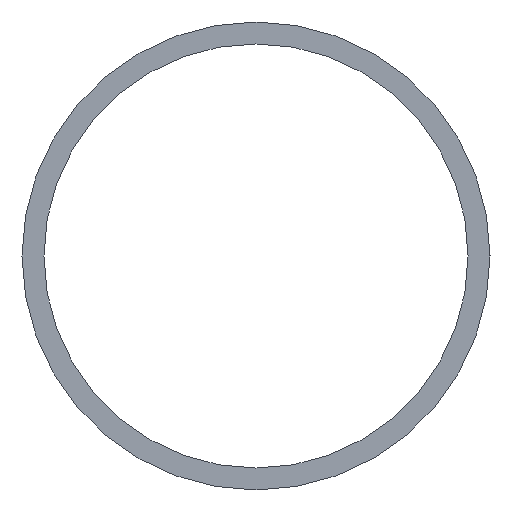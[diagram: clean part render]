
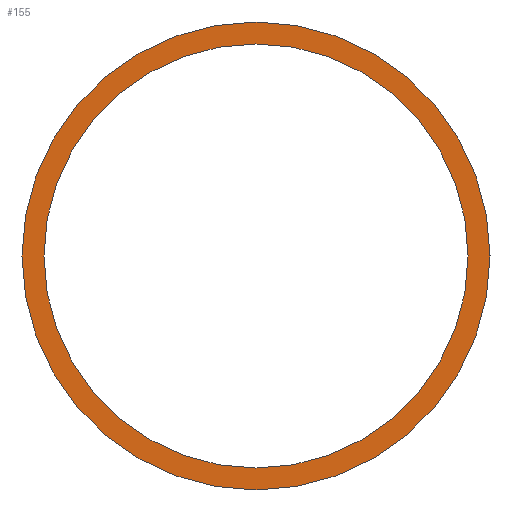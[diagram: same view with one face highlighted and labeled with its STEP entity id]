
A CAD part, left-side view. The second image highlights one B-rep face of the part: STEP entity #155.
In plain terms, the highlighted planar face has unit normal (-1, 0, 0).
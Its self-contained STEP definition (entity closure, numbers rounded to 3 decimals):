
#4 = EDGE_CURVE ( 'NONE', #83, #83, #129, .T. ) ;
#14 = CARTESIAN_POINT ( 'NONE',  ( 0., 0., 0. ) ) ;
#15 = AXIS2_PLACEMENT_3D ( 'NONE', #14, #160, #99 ) ;
#21 = CARTESIAN_POINT ( 'NONE',  ( 0., 0., 0. ) ) ;
#36 = CARTESIAN_POINT ( 'NONE',  ( 0., 0., -8. ) ) ;
#40 = DIRECTION ( 'NONE',  ( 0., 0., -1. ) ) ;
#51 = EDGE_LOOP ( 'NONE', ( #119 ) ) ;
#58 = ORIENTED_EDGE ( 'NONE', *, *, #4, .T. ) ;
#62 = CIRCLE ( 'NONE', #67, 8. ) ;
#67 = AXIS2_PLACEMENT_3D ( 'NONE', #21, #115, #40 ) ;
#73 = EDGE_CURVE ( 'NONE', #162, #162, #62, .T. ) ;
#79 = CARTESIAN_POINT ( 'NONE',  ( 0., 0., 0. ) ) ;
#83 = VERTEX_POINT ( 'NONE', #113 ) ;
#86 = FACE_OUTER_BOUND ( 'NONE', #51, .T. ) ;
#99 = DIRECTION ( 'NONE',  ( 0., 0., -1. ) ) ;
#109 = DIRECTION ( 'NONE',  ( 1., 0., 0. ) ) ;
#113 = CARTESIAN_POINT ( 'NONE',  ( 0., 0., -7.25 ) ) ;
#115 = DIRECTION ( 'NONE',  ( 1., 0., 0. ) ) ;
#118 = DIRECTION ( 'NONE',  ( 0., 0., -1. ) ) ;
#119 = ORIENTED_EDGE ( 'NONE', *, *, #73, .F. ) ;
#120 = PLANE ( 'NONE',  #15 ) ;
#129 = CIRCLE ( 'NONE', #158, 7.25 ) ;
#155 = ADVANCED_FACE ( 'NONE', ( #86, #159 ), #120, .F. ) ;
#158 = AXIS2_PLACEMENT_3D ( 'NONE', #79, #109, #118 ) ;
#159 = FACE_BOUND ( 'NONE', #163, .T. ) ;
#160 = DIRECTION ( 'NONE',  ( 1., 0., 0. ) ) ;
#162 = VERTEX_POINT ( 'NONE', #36 ) ;
#163 = EDGE_LOOP ( 'NONE', ( #58 ) ) ;
